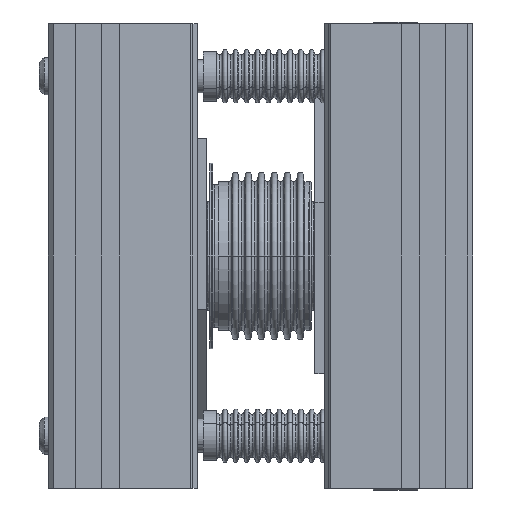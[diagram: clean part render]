
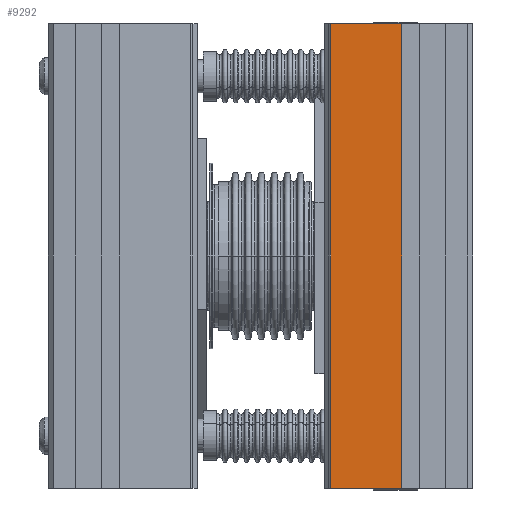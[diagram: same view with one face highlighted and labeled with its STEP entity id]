
A CAD part, left-side view. The second image highlights one B-rep face of the part: STEP entity #9292.
In plain terms, the highlighted planar face has unit normal (-1, 0.027, 0).
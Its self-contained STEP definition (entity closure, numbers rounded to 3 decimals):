
#886 = DIRECTION ( 'NONE',  ( 0., 0., 1. ) ) ;
#1657 = VERTEX_POINT ( 'NONE', #39668 ) ;
#1694 = CARTESIAN_POINT ( 'NONE',  ( -66.15, -2.15, -75. ) ) ;
#2532 = DIRECTION ( 'NONE',  ( 0., 0., 1. ) ) ;
#5364 = CARTESIAN_POINT ( 'NONE',  ( -66.77, -25., -75. ) ) ;
#5373 = FACE_OUTER_BOUND ( 'NONE', #16602, .T. ) ;
#5873 = ORIENTED_EDGE ( 'NONE', *, *, #23640, .F. ) ;
#6519 = ORIENTED_EDGE ( 'NONE', *, *, #22511, .F. ) ;
#8495 = DIRECTION ( 'NONE',  ( -0.027, -1., 0. ) ) ;
#8915 = PLANE ( 'NONE',  #24246 ) ;
#9292 = ADVANCED_FACE ( 'NONE', ( #5373 ), #8915, .T. ) ;
#16380 = VECTOR ( 'NONE', #886, 1000. ) ;
#16602 = EDGE_LOOP ( 'NONE', ( #6519, #5873, #21997, #48146 ) ) ;
#16865 = LINE ( 'NONE', #42070, #45554 ) ;
#21997 = ORIENTED_EDGE ( 'NONE', *, *, #32934, .T. ) ;
#22511 = EDGE_CURVE ( 'NONE', #25832, #1657, #16865, .T. ) ;
#23163 = VECTOR ( 'NONE', #43566, 1000. ) ;
#23640 = EDGE_CURVE ( 'NONE', #36003, #25832, #43879, .T. ) ;
#24246 = AXIS2_PLACEMENT_3D ( 'NONE', #5364, #27484, #31730 ) ;
#25832 = VERTEX_POINT ( 'NONE', #45144 ) ;
#27484 = DIRECTION ( 'NONE',  ( -1., 0.027, 0. ) ) ;
#28656 = EDGE_CURVE ( 'NONE', #40185, #1657, #28779, .T. ) ;
#28779 = LINE ( 'NONE', #39165, #36312 ) ;
#31730 = DIRECTION ( 'NONE',  ( -0.027, -1., 0. ) ) ;
#32934 = EDGE_CURVE ( 'NONE', #36003, #40185, #41206, .T. ) ;
#33830 = CARTESIAN_POINT ( 'NONE',  ( -66.77, -25., -75. ) ) ;
#34460 = CARTESIAN_POINT ( 'NONE',  ( -66.15, -2.15, -75. ) ) ;
#36003 = VERTEX_POINT ( 'NONE', #1694 ) ;
#36312 = VECTOR ( 'NONE', #2532, 1000. ) ;
#36351 = CARTESIAN_POINT ( 'NONE',  ( -66.77, -25., -75. ) ) ;
#39165 = CARTESIAN_POINT ( 'NONE',  ( -66.77, -25., -75. ) ) ;
#39668 = CARTESIAN_POINT ( 'NONE',  ( -66.77, -25., 75. ) ) ;
#40185 = VERTEX_POINT ( 'NONE', #33830 ) ;
#41206 = LINE ( 'NONE', #36351, #23163 ) ;
#42070 = CARTESIAN_POINT ( 'NONE',  ( -66.77, -25., 75. ) ) ;
#43566 = DIRECTION ( 'NONE',  ( -0.027, -1., 0. ) ) ;
#43879 = LINE ( 'NONE', #34460, #16380 ) ;
#45144 = CARTESIAN_POINT ( 'NONE',  ( -66.15, -2.15, 75. ) ) ;
#45554 = VECTOR ( 'NONE', #8495, 1000. ) ;
#48146 = ORIENTED_EDGE ( 'NONE', *, *, #28656, .T. ) ;
